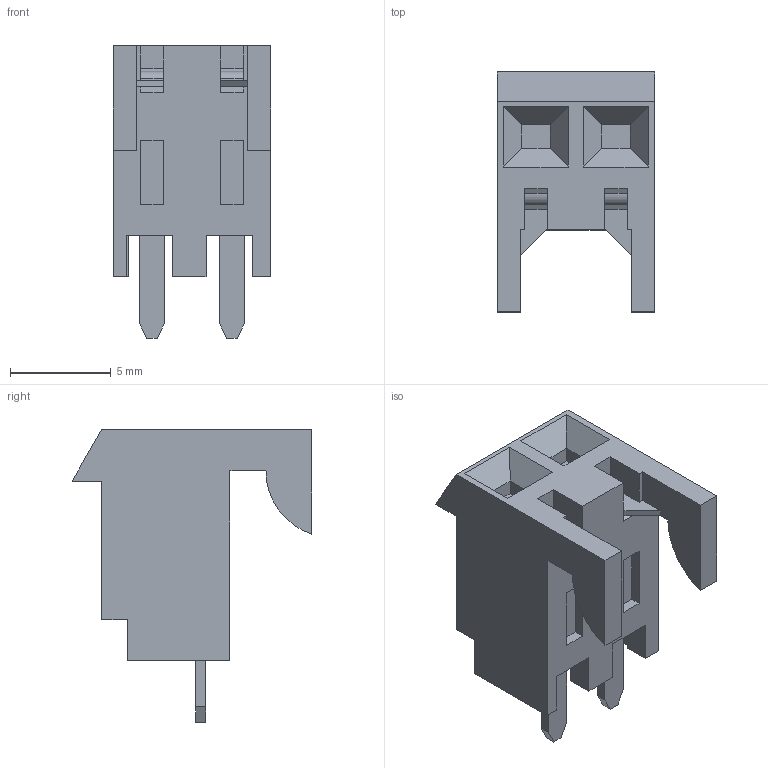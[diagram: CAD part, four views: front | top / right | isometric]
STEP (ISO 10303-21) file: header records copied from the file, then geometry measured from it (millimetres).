
FILE_DESCRIPTION((''),'2;1');
FILE_NAME('009484028','2017-05-24T',('ghp'),(''),'PRO/ENGINEER BY PARAMETRIC TECHNOLOGY CORPORATION, 2012310','PRO/ENGINEER BY PARAMETRIC TECHNOLOGY CORPORATION, 2012310','');
FILE_SCHEMA(('CONFIG_CONTROL_DESIGN'));
Length unit declared in the file: millimetre
Products named in the file (1): 009484028
Bounding box: 7.82 x 11.88 x 14.48 mm (x, y, z)
Volume: 514 mm3; surface area: 605.3 mm2
Topology: 1 solids, 1 shells, 94 faces, 263 edges, 186 vertices
Faces by surface type: plane 90, cylinder 4
Entity records: 2984 total; most frequent: CARTESIAN_POINT 522, ORIENTED_EDGE 500, DIRECTION 465, VECTOR 251, LINE 251, EDGE_CURVE 250, VERTEX_POINT 164, AXIS2_PLACEMENT_3D 107
